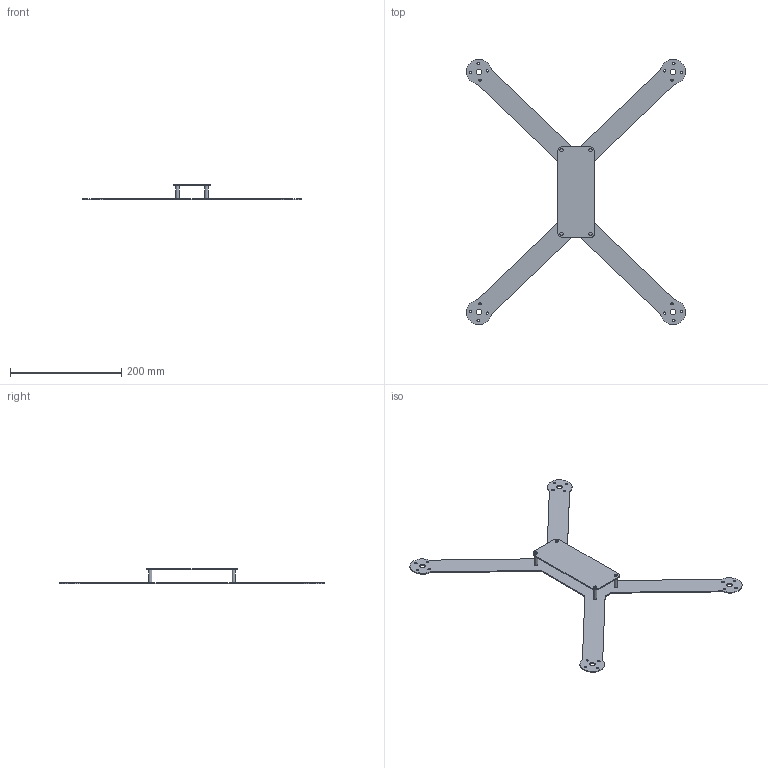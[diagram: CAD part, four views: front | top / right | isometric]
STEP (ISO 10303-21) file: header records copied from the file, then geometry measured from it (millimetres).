
FILE_DESCRIPTION(/* description */ (''),/* implementation_level */ '2;1');
FILE_NAME(/* name */ 'CAD.step',/* time_stamp */ '2025-07-26T22:23:10+01:00',/* author */ (''),/* organization */ (''),/* preprocessor_version */ 'ST-DEVELOPER v20.1',/* originating_system */ 'Autodesk Translation Framework v14.10.0.0',/* authorisation */ '');
FILE_SCHEMA (('AUTOMOTIVE_DESIGN { 1 0 10303 214 3 1 1 }','FEATURE_BASED_PROCESS_PLANNING'));
Length unit declared in the file: centimetre
Products named in the file (1): drone frame first attempt
Bounding box: 393.95 x 477.47 x 27.5 mm (x, y, z)
Volume: 111531.8 mm3; surface area: 116688.4 mm2
Topology: 2 solids, 2 shells, 64 faces, 156 edges, 104 vertices
Faces by surface type: cylinder 35, plane 28, bspline 1
Full cylindrical faces by diameter (mm): 4 x16, 6 x8, 10 x4
Entity records: 2078 total; most frequent: CARTESIAN_POINT 392, DIRECTION 350, ORIENTED_EDGE 312, EDGE_CURVE 156, AXIS2_PLACEMENT_3D 134, EDGE_LOOP 112, VERTEX_POINT 104, LINE 82
